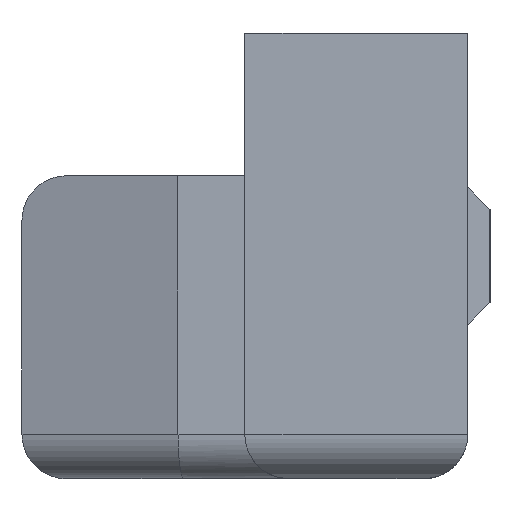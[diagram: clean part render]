
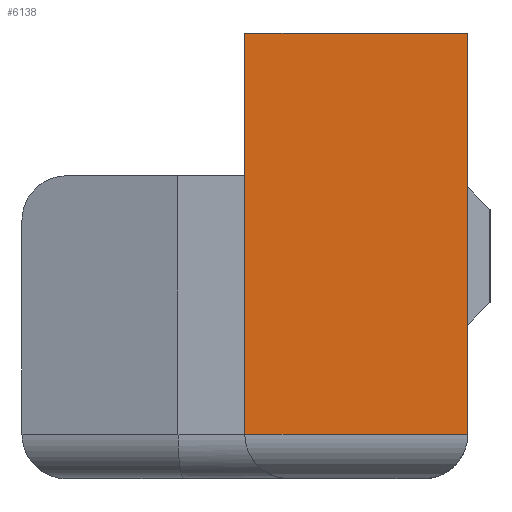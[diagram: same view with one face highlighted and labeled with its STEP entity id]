
A CAD part, left-side view. The second image highlights one B-rep face of the part: STEP entity #6138.
In plain terms, the highlighted planar face has unit normal (-1, 0, 0).
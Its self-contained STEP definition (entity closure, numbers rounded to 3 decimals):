
#213 = PLANE('',#214);
#214 = AXIS2_PLACEMENT_3D('',#215,#216,#217);
#215 = CARTESIAN_POINT('',(-100.,5.,10.));
#216 = DIRECTION('',(0.,1.,0.));
#217 = DIRECTION('',(1.,0.,0.));
#632 = VERTEX_POINT('',#633);
#633 = CARTESIAN_POINT('',(-100.,5.,-8.));
#654 = EDGE_CURVE('',#655,#632,#657,.T.);
#655 = VERTEX_POINT('',#656);
#656 = CARTESIAN_POINT('',(-100.,5.,10.));
#657 = SURFACE_CURVE('',#658,(#662,#669),.PCURVE_S1.);
#658 = LINE('',#659,#660);
#659 = CARTESIAN_POINT('',(-100.,5.,10.));
#660 = VECTOR('',#661,1.);
#661 = DIRECTION('',(0.,0.,-1.));
#662 = PCURVE('',#213,#663);
#663 = DEFINITIONAL_REPRESENTATION('',(#664),#668);
#664 = LINE('',#665,#666);
#665 = CARTESIAN_POINT('',(0.,0.));
#666 = VECTOR('',#667,1.);
#667 = DIRECTION('',(0.,1.));
#668 = ( GEOMETRIC_REPRESENTATION_CONTEXT(2) 
PARAMETRIC_REPRESENTATION_CONTEXT() REPRESENTATION_CONTEXT('2D SPACE',''
  ) );
#669 = PCURVE('',#670,#675);
#670 = PLANE('',#671);
#671 = AXIS2_PLACEMENT_3D('',#672,#673,#674);
#672 = CARTESIAN_POINT('',(-100.,-5.,10.));
#673 = DIRECTION('',(1.,0.,0.));
#674 = DIRECTION('',(0.,1.,0.));
#675 = DEFINITIONAL_REPRESENTATION('',(#676),#680);
#676 = LINE('',#677,#678);
#677 = CARTESIAN_POINT('',(10.,0.));
#678 = VECTOR('',#679,1.);
#679 = DIRECTION('',(0.,-1.));
#680 = ( GEOMETRIC_REPRESENTATION_CONTEXT(2) 
PARAMETRIC_REPRESENTATION_CONTEXT() REPRESENTATION_CONTEXT('2D SPACE',''
  ) );
#698 = PLANE('',#699);
#699 = AXIS2_PLACEMENT_3D('',#700,#701,#702);
#700 = CARTESIAN_POINT('',(-100.,-5.,10.));
#701 = DIRECTION('',(0.,0.,-1.));
#702 = DIRECTION('',(0.,1.,0.));
#1467 = CYLINDRICAL_SURFACE('',#1468,2.);
#1468 = AXIS2_PLACEMENT_3D('',#1469,#1470,#1471);
#1469 = CARTESIAN_POINT('',(-98.,-5.,-8.));
#1470 = DIRECTION('',(0.,1.,0.));
#1471 = DIRECTION('',(0.,0.,-1.));
#5945 = VERTEX_POINT('',#5946);
#5946 = CARTESIAN_POINT('',(-100.,-5.,10.));
#5962 = PLANE('',#5963);
#5963 = AXIS2_PLACEMENT_3D('',#5964,#5965,#5966);
#5964 = CARTESIAN_POINT('',(-100.,-5.,10.));
#5965 = DIRECTION('',(0.,1.,0.));
#5966 = DIRECTION('',(1.,0.,0.));
#5974 = EDGE_CURVE('',#5945,#655,#5975,.T.);
#5975 = SURFACE_CURVE('',#5976,(#5980,#5987),.PCURVE_S1.);
#5976 = LINE('',#5977,#5978);
#5977 = CARTESIAN_POINT('',(-100.,-5.,10.));
#5978 = VECTOR('',#5979,1.);
#5979 = DIRECTION('',(0.,1.,0.));
#5980 = PCURVE('',#698,#5981);
#5981 = DEFINITIONAL_REPRESENTATION('',(#5982),#5986);
#5982 = LINE('',#5983,#5984);
#5983 = CARTESIAN_POINT('',(0.,0.));
#5984 = VECTOR('',#5985,1.);
#5985 = DIRECTION('',(1.,0.));
#5986 = ( GEOMETRIC_REPRESENTATION_CONTEXT(2) 
PARAMETRIC_REPRESENTATION_CONTEXT() REPRESENTATION_CONTEXT('2D SPACE',''
  ) );
#5987 = PCURVE('',#670,#5988);
#5988 = DEFINITIONAL_REPRESENTATION('',(#5989),#5993);
#5989 = LINE('',#5990,#5991);
#5990 = CARTESIAN_POINT('',(0.,0.));
#5991 = VECTOR('',#5992,1.);
#5992 = DIRECTION('',(1.,0.));
#5993 = ( GEOMETRIC_REPRESENTATION_CONTEXT(2) 
PARAMETRIC_REPRESENTATION_CONTEXT() REPRESENTATION_CONTEXT('2D SPACE',''
  ) );
#6138 = ADVANCED_FACE('',(#6139),#670,.F.);
#6139 = FACE_BOUND('',#6140,.F.);
#6140 = EDGE_LOOP('',(#6141,#6142,#6143,#6166));
#6141 = ORIENTED_EDGE('',*,*,#654,.F.);
#6142 = ORIENTED_EDGE('',*,*,#5974,.F.);
#6143 = ORIENTED_EDGE('',*,*,#6144,.T.);
#6144 = EDGE_CURVE('',#5945,#6145,#6147,.T.);
#6145 = VERTEX_POINT('',#6146);
#6146 = CARTESIAN_POINT('',(-100.,-5.,-8.));
#6147 = SURFACE_CURVE('',#6148,(#6152,#6159),.PCURVE_S1.);
#6148 = LINE('',#6149,#6150);
#6149 = CARTESIAN_POINT('',(-100.,-5.,10.));
#6150 = VECTOR('',#6151,1.);
#6151 = DIRECTION('',(0.,0.,-1.));
#6152 = PCURVE('',#670,#6153);
#6153 = DEFINITIONAL_REPRESENTATION('',(#6154),#6158);
#6154 = LINE('',#6155,#6156);
#6155 = CARTESIAN_POINT('',(0.,0.));
#6156 = VECTOR('',#6157,1.);
#6157 = DIRECTION('',(0.,-1.));
#6158 = ( GEOMETRIC_REPRESENTATION_CONTEXT(2) 
PARAMETRIC_REPRESENTATION_CONTEXT() REPRESENTATION_CONTEXT('2D SPACE',''
  ) );
#6159 = PCURVE('',#5962,#6160);
#6160 = DEFINITIONAL_REPRESENTATION('',(#6161),#6165);
#6161 = LINE('',#6162,#6163);
#6162 = CARTESIAN_POINT('',(0.,0.));
#6163 = VECTOR('',#6164,1.);
#6164 = DIRECTION('',(0.,1.));
#6165 = ( GEOMETRIC_REPRESENTATION_CONTEXT(2) 
PARAMETRIC_REPRESENTATION_CONTEXT() REPRESENTATION_CONTEXT('2D SPACE',''
  ) );
#6166 = ORIENTED_EDGE('',*,*,#6167,.T.);
#6167 = EDGE_CURVE('',#6145,#632,#6168,.T.);
#6168 = SURFACE_CURVE('',#6169,(#6173,#6180),.PCURVE_S1.);
#6169 = LINE('',#6170,#6171);
#6170 = CARTESIAN_POINT('',(-100.,-5.,-8.));
#6171 = VECTOR('',#6172,1.);
#6172 = DIRECTION('',(0.,1.,0.));
#6173 = PCURVE('',#670,#6174);
#6174 = DEFINITIONAL_REPRESENTATION('',(#6175),#6179);
#6175 = LINE('',#6176,#6177);
#6176 = CARTESIAN_POINT('',(0.,-18.));
#6177 = VECTOR('',#6178,1.);
#6178 = DIRECTION('',(1.,0.));
#6179 = ( GEOMETRIC_REPRESENTATION_CONTEXT(2) 
PARAMETRIC_REPRESENTATION_CONTEXT() REPRESENTATION_CONTEXT('2D SPACE',''
  ) );
#6180 = PCURVE('',#1467,#6181);
#6181 = DEFINITIONAL_REPRESENTATION('',(#6182),#6186);
#6182 = LINE('',#6183,#6184);
#6183 = CARTESIAN_POINT('',(1.571,0.));
#6184 = VECTOR('',#6185,1.);
#6185 = DIRECTION('',(0.,1.));
#6186 = ( GEOMETRIC_REPRESENTATION_CONTEXT(2) 
PARAMETRIC_REPRESENTATION_CONTEXT() REPRESENTATION_CONTEXT('2D SPACE',''
  ) );
